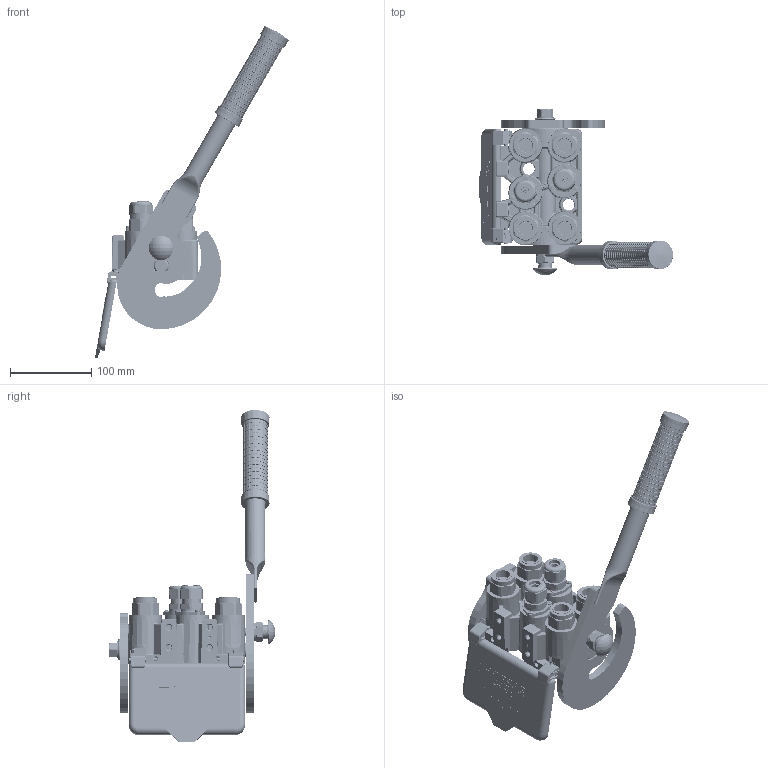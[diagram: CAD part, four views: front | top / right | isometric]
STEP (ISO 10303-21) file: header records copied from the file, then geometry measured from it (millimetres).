
FILE_DESCRIPTION (( 'STEP AP214' ), '1' );
FILE_NAME ('FASTER.step', '2022-10-24T13:03:26', ( '' ), ( '' ), 'SwSTEP 2.0', 'SolidWorks 2017', '' );
FILE_SCHEMA (( 'AUTOMOTIVE_DESIGN' ));
Length unit declared in the file: millimetre
Products named in the file (42): or1_5x7_m; 4241_072_0000_200; or2_62x17_86; conn_7p_f; Copia di 4850_007_0003_000.prt^corspel08-7_f; 4830_025_0000_001; 4830_025_1000_000; 4830_001_0005_301; Copia di 4850_032_0000_000.prt^Copia di inspel08-7_f.asm_corspel08-7_f; 4830_044_0000_000; Copia di 4830_042_0000_000.prt^corspel08-7_f; Copia di inspel08-7_f.prt^Copia di inspel08-7_f.asm_corspel08-7_f; 4830_022_0000_011; Copia di 4850_007_0001_000.prt^corspel08-7_f; 0048_042_0412_000; 4850_024_0000_012; sicura_p5; 4850_024_2000_020; 4850_024_0000_022; corspel08-7_f; FASTER; 4852_020_0001_001; 4830_025_2000_000; curs_molla_12; 4850_007_0000_000; 4850_024_4000_000_ASM; 4830_070_0000_001; 4830_001_0004_000; Copia di inspel08-7_f.asm^corspel08-7_f; 2ffnb12_gas_f; 4850_024_0000_020; P608_F_BASE; 1540_080_0012_000; 4850_024_2000_011; et012; 4142_072_1000_300; A_2ffnb12_gas_f; 4850_001_0001_007; 4340_014_0000_000; 4830_001_0005_300 ...
Assembly tree (55 placements, depth 5):
  FASTER
    P608_F_BASE
      4852_020_0001_001
      4830_001_0004_000  x2
      4850_001_0001_007
      4830_001_0005_300
      4830_001_0005_301
    A_2ffnb12_gas_f  x4
      curs_molla_12
        4340_014_0000_000
        4142_072_1000_300
      2ffnb12_gas_f
        2ffnb12_gas_f
    conn_7p_f  x2
      corspel08-7_f
        Copia di 4850_007_0001_000.prt^corspel08-7_f
        Copia di inspel08-7_f.asm^corspel08-7_f
          Copia di inspel08-7_f.prt^Copia di inspel08-7_f.asm_corspel08-7_f
          Copia di 4850_032_0000_000.prt^Copia di inspel08-7_f.asm_corspel08-7_f  x7
        Copia di 4850_007_0003_000.prt^corspel08-7_f
        Copia di 4830_042_0000_000.prt^corspel08-7_f
      4830_044_0000_000
      4850_007_0000_000
      4241_072_0000_200
    4850_024_4000_000
      4850_024_4000_000_ASM
        4850_024_2000_020
        4850_024_0000_022
        4850_024_2000_011
      sicura_p5
        4830_025_0000_001
        or1_5x7_m
        0048_042_0412_000
      4850_024_0000_020
      1540_080_0012_000
      4850_024_0000_012
      4830_025_2000_000
      4830_025_1000_000
      4830_022_0000_011
      4830_070_0000_001
      or2_62x17_86  x2
    et012
Bounding box: 238.68 x 205.33 x 408.7 mm (x, y, z)
Volume: 305888.3 mm3; surface area: 455874.3 mm2
Topology: 48 solids, 121 shells, 8396 faces, 21990 edges, 14070 vertices
Faces by surface type: plane 3954, cylinder 2339, torus 880, cone 633, bspline 506, sphere 84
Entity records: 279144 total; most frequent: CARTESIAN_POINT 121989, ORIENTED_EDGE 33487, DIRECTION 27941, EDGE_CURVE 16866, VERTEX_POINT 10842, VECTOR 10445, LINE 10445, AXIS2_PLACEMENT_3D 8748
